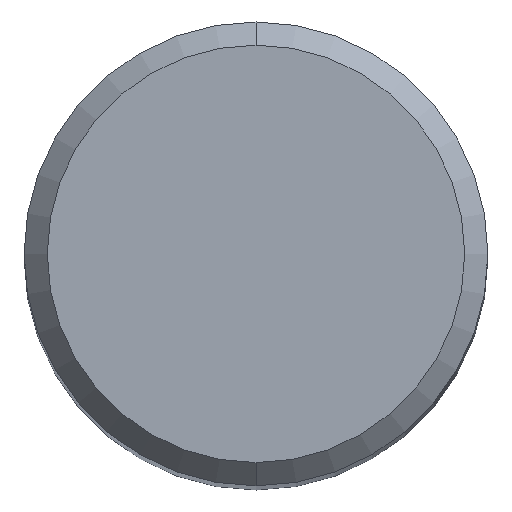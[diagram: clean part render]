
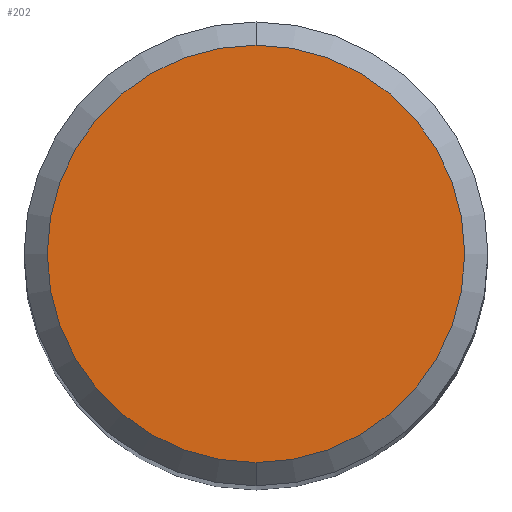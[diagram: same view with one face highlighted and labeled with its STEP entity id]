
A CAD part, top view. The second image highlights one B-rep face of the part: STEP entity #202.
In plain terms, the highlighted planar face has unit normal (0, 0, 1).
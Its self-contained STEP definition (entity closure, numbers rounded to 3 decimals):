
#152=EDGE_CURVE('',#272,#264,#359,.T.);
#202=ADVANCED_FACE('',(#416),#417,.T.);
#204=EDGE_CURVE('',#264,#272,#419,.T.);
#264=VERTEX_POINT('',#487);
#272=VERTEX_POINT('',#495);
#359=CIRCLE('',#587,4.5);
#416=FACE_OUTER_BOUND('',#663,.T.);
#417=PLANE('',#664);
#419=CIRCLE('',#667,4.5);
#487=CARTESIAN_POINT('',(0.0,4.5,50.97));
#495=CARTESIAN_POINT('',(0.,-4.5,50.97));
#587=AXIS2_PLACEMENT_3D('',#857,#858,#859);
#663=EDGE_LOOP('',(#936,#937));
#664=AXIS2_PLACEMENT_3D('',#938,#939,#940);
#667=AXIS2_PLACEMENT_3D('',#941,#942,#943);
#857=CARTESIAN_POINT('',(0.0,0.0,50.97));
#858=DIRECTION('',(0.0,0.0,-1.0));
#859=DIRECTION('',(0.0,1.0,0.0));
#936=ORIENTED_EDGE('',*,*,#204,.F.);
#937=ORIENTED_EDGE('',*,*,#152,.F.);
#938=CARTESIAN_POINT('',(0.0,2.25,50.97));
#939=DIRECTION('',(-0.0,0.0,1.0));
#940=DIRECTION('',(0.0,-1.0,0.0));
#941=CARTESIAN_POINT('',(0.0,0.0,50.97));
#942=DIRECTION('',(0.0,0.0,-1.0));
#943=DIRECTION('',(0.0,1.0,0.0));
